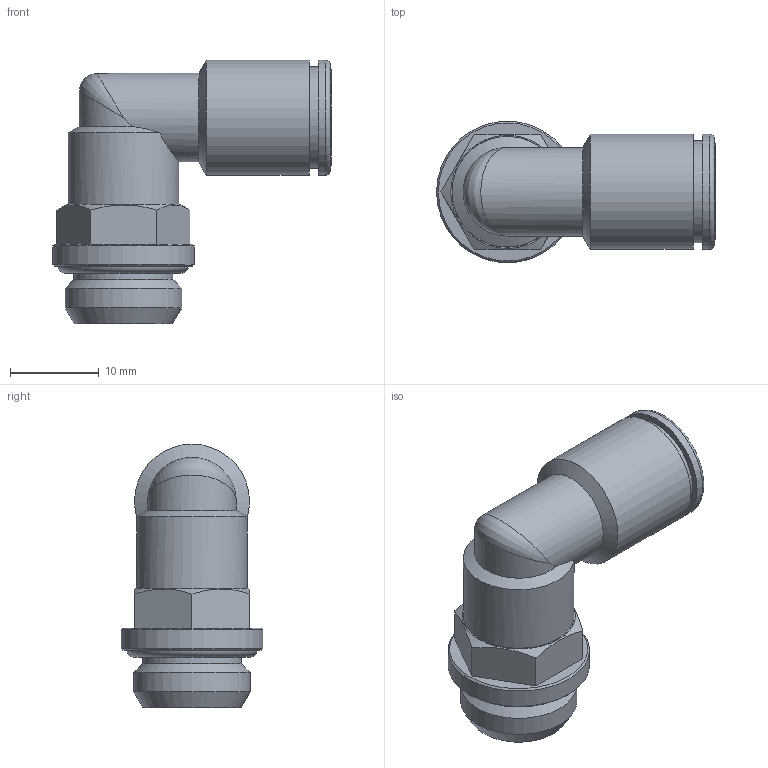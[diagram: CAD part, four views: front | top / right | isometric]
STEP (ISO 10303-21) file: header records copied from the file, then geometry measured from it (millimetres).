
FILE_DESCRIPTION(/* description */ (''),/* implementation_level */ '2;1');
FILE_NAME(/* name */ 'V202206_IPSO_022_FKM_8_14_16.06.2016',/* time_stamp */ '2016-06-16T09:53:46+02:00',/* author */ (''),/* organization */ ('sopra-pneumatic'),/* preprocessor_version */ 'ST-DEVELOPER v14',/* originating_system */ 'HiCAD 2013 1802.4 Build 509',/* authorisation */ '');
FILE_SCHEMA (('AUTOMOTIVE_DESIGN { 1 0 10303 214 1 1 1 1 }'));
Length unit declared in the file: millimetre
Products named in the file (5): Root; DR8_NEU; OR 11.11X1.78; 214603-N2_GEW._1-8_1-4; R202205-I1-N2
Assembly tree (4 placements, depth 2):
  Root
    DR8_NEU
    OR 11.11X1.78
    214603-N2_GEW._1-8_1-4
    R202205-I1-N2
Bounding box: 31.5 x 16 x 29.8 mm (x, y, z)
Volume: 3387.6 mm3; surface area: 4711.8 mm2
Topology: 4 solids, 4 shells, 69 faces, 148 edges, 90 vertices
Faces by surface type: cylinder 22, cone 22, plane 20, torus 4, bspline 1
Full cylindrical faces by diameter (mm): 5.5 x2, 6 x1, 8.1 x1, 8.2 x1, 8.5 x1, 9 x2, 10 x1, 10.1 x3, 11 x1, 11.2 x1, 11.5 x1, 11.6 x1, 12.5 x1, 13 x2, 13.157 x1, 16 x1
Entity records: 3537 total; most frequent: CARTESIAN_POINT 1329, DIRECTION 296, PRESENTATION_STYLE_ASSIGNMENT 176, COLOUR_RGB 174, DRAUGHTING_PRE_DEFINED_CURVE_FONT 172, CURVE_STYLE 172, OVER_RIDING_STYLED_ITEM 172, ORIENTED_EDGE 172
